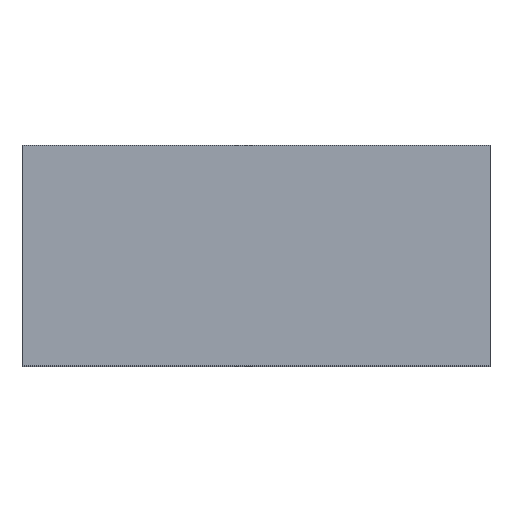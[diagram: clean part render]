
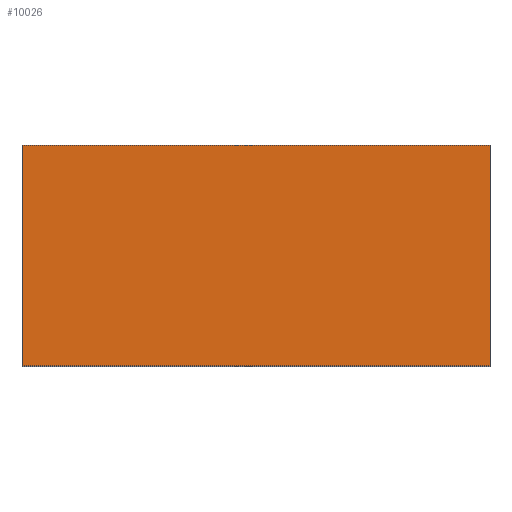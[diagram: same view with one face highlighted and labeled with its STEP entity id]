
A CAD part, top view. The second image highlights one B-rep face of the part: STEP entity #10026.
In plain terms, the highlighted planar face has unit normal (0, 0, 1).
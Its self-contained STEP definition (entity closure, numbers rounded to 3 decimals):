
#26 = DIRECTION ( 'NONE',  ( -1., 0., 0. ) ) ;
#158 = VECTOR ( 'NONE', #15257, 1000. ) ;
#220 = AXIS2_PLACEMENT_3D ( 'NONE', #1278, #15208, #6250 ) ;
#485 = VECTOR ( 'NONE', #26, 1000. ) ;
#542 = DIRECTION ( 'NONE',  ( 0., -1., 0. ) ) ;
#977 = CARTESIAN_POINT ( 'NONE',  ( 4.25, 2., 8.5 ) ) ;
#1278 = CARTESIAN_POINT ( 'NONE',  ( 0., 0., 8.5 ) ) ;
#2598 = LINE ( 'NONE', #7825, #485 ) ;
#3265 = EDGE_CURVE ( 'NONE', #16021, #14922, #12075, .T. ) ;
#3326 = ORIENTED_EDGE ( 'NONE', *, *, #8442, .T. ) ;
#3921 = VECTOR ( 'NONE', #542, 1000. ) ;
#4962 = CARTESIAN_POINT ( 'NONE',  ( -4.25, 2., 8.5 ) ) ;
#5347 = CARTESIAN_POINT ( 'NONE',  ( 4.25, -2., 8.5 ) ) ;
#6250 = DIRECTION ( 'NONE',  ( 1., 0., 0. ) ) ;
#6398 = LINE ( 'NONE', #8727, #158 ) ;
#7234 = VERTEX_POINT ( 'NONE', #7594 ) ;
#7594 = CARTESIAN_POINT ( 'NONE',  ( -4.25, -2., 8.5 ) ) ;
#7825 = CARTESIAN_POINT ( 'NONE',  ( -4.25, 2., 8.5 ) ) ;
#8442 = EDGE_CURVE ( 'NONE', #7234, #16021, #6398, .T. ) ;
#8727 = CARTESIAN_POINT ( 'NONE',  ( -4.25, -2., 8.5 ) ) ;
#8822 = ORIENTED_EDGE ( 'NONE', *, *, #10819, .T. ) ;
#9423 = CARTESIAN_POINT ( 'NONE',  ( -4.25, 2., 8.5 ) ) ;
#10026 = ADVANCED_FACE ( 'NONE', ( #15120 ), #11334, .T. ) ;
#10420 = ORIENTED_EDGE ( 'NONE', *, *, #3265, .T. ) ;
#10714 = EDGE_CURVE ( 'NONE', #13296, #7234, #12018, .T. ) ;
#10819 = EDGE_CURVE ( 'NONE', #14922, #13296, #2598, .T. ) ;
#11334 = PLANE ( 'NONE',  #220 ) ;
#12018 = LINE ( 'NONE', #9423, #3921 ) ;
#12075 = LINE ( 'NONE', #14843, #12957 ) ;
#12957 = VECTOR ( 'NONE', #13535, 1000. ) ;
#13296 = VERTEX_POINT ( 'NONE', #4962 ) ;
#13394 = EDGE_LOOP ( 'NONE', ( #10420, #8822, #14120, #3326 ) ) ;
#13535 = DIRECTION ( 'NONE',  ( 0., 1., 0. ) ) ;
#14120 = ORIENTED_EDGE ( 'NONE', *, *, #10714, .T. ) ;
#14843 = CARTESIAN_POINT ( 'NONE',  ( 4.25, 2., 8.5 ) ) ;
#14922 = VERTEX_POINT ( 'NONE', #977 ) ;
#15120 = FACE_OUTER_BOUND ( 'NONE', #13394, .T. ) ;
#15208 = DIRECTION ( 'NONE',  ( 0., 0., 1. ) ) ;
#15257 = DIRECTION ( 'NONE',  ( 1., 0., 0. ) ) ;
#16021 = VERTEX_POINT ( 'NONE', #5347 ) ;
